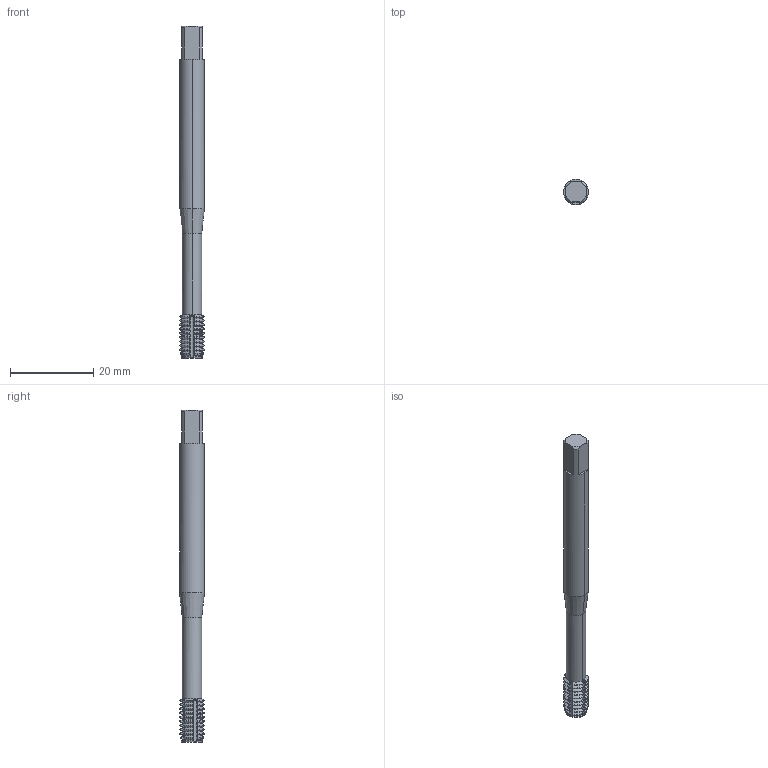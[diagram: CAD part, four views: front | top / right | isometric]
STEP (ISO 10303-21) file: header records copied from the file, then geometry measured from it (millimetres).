
FILE_DESCRIPTION(('no description'),'unknown implementation level');
FILE_NAME('solideiPAz2fLPaRtVtPvtmQHbPXvjlw_1.STP',' ',('CIM GmbH Aachen'),('CADClick - KiM GmbH - www.kimweb.de'),'unknown preprocess','ACIS','unknown authorization');
FILE_SCHEMA(('automotive_design'));
Length unit declared in the file: millimetre
Products named in the file (2): 1; 2
Bounding box: 6 x 6 x 80 mm (x, y, z)
Volume: 1898.7 mm3; surface area: 1843.1 mm2
Topology: 2 solids, 2 shells, 455 faces, 1302 edges, 851 vertices
Faces by surface type: cone 178, cylinder 150, plane 117, torus 10
Entity records: 31785 total; most frequent: CARTESIAN_POINT 5620, STYLED_ITEM 2610, PRESENTATION_STYLE_ASSIGNMENT 2610, COLOUR_RGB 2610, ORIENTED_EDGE 2604, DIRECTION 2345, EDGE_CURVE 1302, CURVE_STYLE 1302
